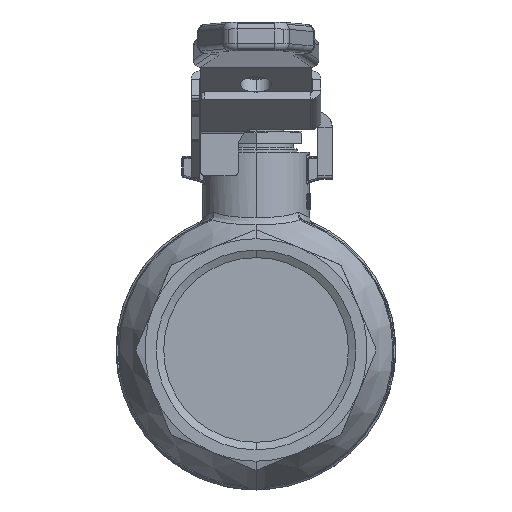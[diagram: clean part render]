
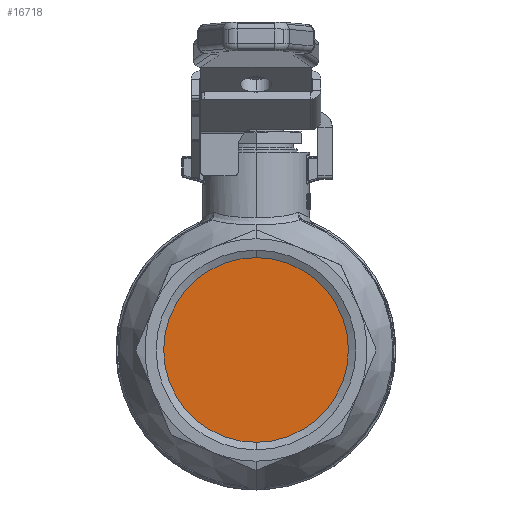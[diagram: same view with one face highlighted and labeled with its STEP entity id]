
A CAD part, front view. The second image highlights one B-rep face of the part: STEP entity #16718.
In plain terms, the highlighted planar face has unit normal (0, -1, 0).
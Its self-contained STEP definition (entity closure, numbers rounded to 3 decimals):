
#13673=CARTESIAN_POINT('',(-0.,-29.5,22.423));
#13674=VERTEX_POINT('',#13673);
#13682=CARTESIAN_POINT('',(-0.,-29.5,-22.423));
#13683=VERTEX_POINT('',#13682);
#13690=CARTESIAN_POINT('',(-0.,-29.5,0.));
#13691=DIRECTION('',(-0.,-1.,0.));
#13692=DIRECTION('',(0.,0.,1.));
#13693=AXIS2_PLACEMENT_3D('',#13690,#13691,#13692);
#13694=CIRCLE('',#13693,22.423);
#13695=EDGE_CURVE('',#13674,#13683,#13694,.T.);
#16691=CARTESIAN_POINT('',(-0.,-29.5,0.));
#16692=DIRECTION('',(-0.,-1.,0.));
#16693=DIRECTION('',(0.,0.,1.));
#16694=AXIS2_PLACEMENT_3D('',#16691,#16692,#16693);
#16695=CIRCLE('',#16694,22.423);
#16696=EDGE_CURVE('',#13683,#13674,#16695,.T.);
#16709=CARTESIAN_POINT('',(-0.,-29.5,22.423));
#16710=DIRECTION('',(0.,1.,-0.));
#16711=DIRECTION('',(-0.,0.,1.));
#16712=AXIS2_PLACEMENT_3D('',#16709,#16710,#16711);
#16713=PLANE('',#16712);
#16714=ORIENTED_EDGE('',*,*,#16696,.T.);
#16715=ORIENTED_EDGE('',*,*,#13695,.T.);
#16716=EDGE_LOOP('',(#16714,#16715));
#16717=FACE_BOUND('',#16716,.T.);
#16718=ADVANCED_FACE('',(#16717),#16713,.F.);
